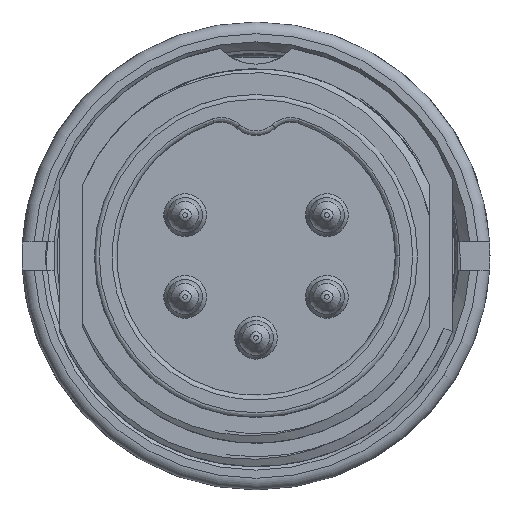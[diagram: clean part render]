
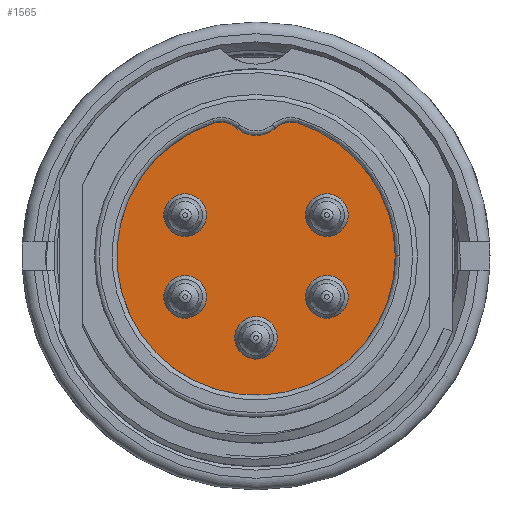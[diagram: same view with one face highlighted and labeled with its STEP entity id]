
A CAD part, front view. The second image highlights one B-rep face of the part: STEP entity #1565.
In plain terms, the highlighted planar face has unit normal (0, -1, 0).
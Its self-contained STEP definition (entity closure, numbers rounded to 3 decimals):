
#1565=ADVANCED_FACE('',(#2072,#2073,#2074,#2075,#2076,#2077),#1836,.F.);
#1836=PLANE('',#7089);
#2072=FACE_BOUND('',#2389,.T.);
#2073=FACE_BOUND('',#2390,.T.);
#2074=FACE_BOUND('',#2391,.T.);
#2075=FACE_BOUND('',#2392,.T.);
#2076=FACE_BOUND('',#2393,.T.);
#2077=FACE_BOUND('',#2394,.T.);
#2389=EDGE_LOOP('',(#3427,#3428,#3429,#3430,#3431,#3432,#3433,#3434,#3435,
#3436,#3437));
#2390=EDGE_LOOP('',(#3438));
#2391=EDGE_LOOP('',(#3439));
#2392=EDGE_LOOP('',(#3440));
#2393=EDGE_LOOP('',(#3441));
#2394=EDGE_LOOP('',(#3442));
#2715=CIRCLE('',#7066,0.91);
#2716=CIRCLE('',#7068,0.91);
#2717=CIRCLE('',#7070,0.91);
#2718=CIRCLE('',#7072,0.91);
#2719=CIRCLE('',#7074,0.91);
#2720=CIRCLE('',#7077,6.55);
#2721=CIRCLE('',#7079,0.5);
#2722=CIRCLE('',#7081,0.5);
#2723=CIRCLE('',#7084,2.);
#2724=CIRCLE('',#7085,6.15);
#2725=CIRCLE('',#7086,6.15);
#2726=CIRCLE('',#7087,2.);
#2727=CIRCLE('',#7088,6.55);
#3427=ORIENTED_EDGE('',*,*,#5542,.T.);
#3428=ORIENTED_EDGE('',*,*,#5543,.T.);
#3429=ORIENTED_EDGE('',*,*,#5544,.T.);
#3430=ORIENTED_EDGE('',*,*,#5545,.T.);
#3431=ORIENTED_EDGE('',*,*,#5546,.T.);
#3432=ORIENTED_EDGE('',*,*,#5547,.F.);
#3433=ORIENTED_EDGE('',*,*,#5535,.F.);
#3434=ORIENTED_EDGE('',*,*,#5538,.F.);
#3435=ORIENTED_EDGE('',*,*,#5531,.F.);
#3436=ORIENTED_EDGE('',*,*,#5526,.F.);
#3437=ORIENTED_EDGE('',*,*,#5529,.T.);
#3438=ORIENTED_EDGE('',*,*,#5524,.F.);
#3439=ORIENTED_EDGE('',*,*,#5523,.F.);
#3440=ORIENTED_EDGE('',*,*,#5522,.F.);
#3441=ORIENTED_EDGE('',*,*,#5521,.F.);
#3442=ORIENTED_EDGE('',*,*,#5520,.F.);
#4823=VERTEX_POINT('',#10439);
#4824=VERTEX_POINT('',#10442);
#4825=VERTEX_POINT('',#10445);
#4826=VERTEX_POINT('',#10448);
#4827=VERTEX_POINT('',#10451);
#4828=VERTEX_POINT('',#10454);
#4830=VERTEX_POINT('',#10457);
#4832=VERTEX_POINT('',#10466);
#4833=VERTEX_POINT('',#10477);
#4835=VERTEX_POINT('',#10488);
#4837=VERTEX_POINT('',#10491);
#4841=VERTEX_POINT('',#10532);
#4842=VERTEX_POINT('',#10534);
#4843=VERTEX_POINT('',#10536);
#4844=VERTEX_POINT('',#10538);
#4845=VERTEX_POINT('',#10540);
#5520=EDGE_CURVE('',#4823,#4823,#2715,.T.);
#5521=EDGE_CURVE('',#4824,#4824,#2716,.T.);
#5522=EDGE_CURVE('',#4825,#4825,#2717,.T.);
#5523=EDGE_CURVE('',#4826,#4826,#2718,.T.);
#5524=EDGE_CURVE('',#4827,#4827,#2719,.T.);
#5526=EDGE_CURVE('',#4828,#4830,#6270,.T.);
#5529=EDGE_CURVE('',#4828,#4832,#2720,.T.);
#5531=EDGE_CURVE('',#4830,#4833,#2721,.T.);
#5535=EDGE_CURVE('',#4835,#4837,#2722,.T.);
#5538=EDGE_CURVE('',#4833,#4835,#6275,.T.);
#5542=EDGE_CURVE('',#4832,#4841,#2723,.T.);
#5543=EDGE_CURVE('',#4841,#4842,#2724,.T.);
#5544=EDGE_CURVE('',#4842,#4843,#2725,.T.);
#5545=EDGE_CURVE('',#4843,#4844,#2726,.T.);
#5546=EDGE_CURVE('',#4844,#4845,#2727,.T.);
#5547=EDGE_CURVE('',#4837,#4845,#6276,.T.);
#6270=LINE('',#10456,#6612);
#6275=LINE('',#10501,#6617);
#6276=LINE('',#10541,#6618);
#6612=VECTOR('',#8001,1.);
#6617=VECTOR('',#8020,1.);
#6618=VECTOR('',#8033,1.);
#7066=AXIS2_PLACEMENT_3D('',#10438,#7980,#7981);
#7068=AXIS2_PLACEMENT_3D('',#10441,#7984,#7985);
#7070=AXIS2_PLACEMENT_3D('',#10444,#7988,#7989);
#7072=AXIS2_PLACEMENT_3D('',#10447,#7992,#7993);
#7074=AXIS2_PLACEMENT_3D('',#10450,#7996,#7997);
#7077=AXIS2_PLACEMENT_3D('',#10465,#8005,#8006);
#7079=AXIS2_PLACEMENT_3D('',#10476,#8009,#8010);
#7081=AXIS2_PLACEMENT_3D('',#10490,#8015,#8016);
#7084=AXIS2_PLACEMENT_3D('',#10531,#8023,#8024);
#7085=AXIS2_PLACEMENT_3D('',#10533,#8025,#8026);
#7086=AXIS2_PLACEMENT_3D('',#10535,#8027,#8028);
#7087=AXIS2_PLACEMENT_3D('',#10537,#8029,#8030);
#7088=AXIS2_PLACEMENT_3D('',#10539,#8031,#8032);
#7089=AXIS2_PLACEMENT_3D('',#10542,#8034,#8035);
#7980=DIRECTION('',(0.,-1.,0.));
#7981=DIRECTION('',(0.,0.,1.));
#7984=DIRECTION('',(0.,-1.,0.));
#7985=DIRECTION('',(0.,0.,1.));
#7988=DIRECTION('',(0.,-1.,0.));
#7989=DIRECTION('',(0.,0.,1.));
#7992=DIRECTION('',(0.,-1.,0.));
#7993=DIRECTION('',(0.,0.,1.));
#7996=DIRECTION('',(0.,-1.,0.));
#7997=DIRECTION('',(0.,0.,1.));
#8001=DIRECTION('',(0.,0.,-1.));
#8005=DIRECTION('',(0.,-1.,0.));
#8006=DIRECTION('',(0.,0.,1.));
#8009=DIRECTION('',(0.,-1.,0.));
#8010=DIRECTION('',(0.,0.,1.));
#8015=DIRECTION('',(0.,-1.,0.));
#8016=DIRECTION('',(0.,0.,1.));
#8020=DIRECTION('',(1.,0.,0.));
#8023=DIRECTION('',(0.,-1.,0.));
#8024=DIRECTION('',(-0.874,0.,0.486));
#8025=DIRECTION('',(0.,-1.,0.));
#8026=DIRECTION('',(-0.563,0.,0.827));
#8027=DIRECTION('',(0.,-1.,0.));
#8028=DIRECTION('',(1.,0.,0.));
#8029=DIRECTION('',(0.,-1.,0.));
#8030=DIRECTION('',(0.983,0.,0.182));
#8031=DIRECTION('',(0.,-1.,0.));
#8032=DIRECTION('',(0.,0.,1.));
#8033=DIRECTION('',(0.,0.,1.));
#8034=DIRECTION('',(0.,1.,0.));
#8035=DIRECTION('',(1.,0.,0.));
#10438=CARTESIAN_POINT('',(-3.332,-17.136,-1.75));
#10439=CARTESIAN_POINT('',(-3.332,-17.136,-0.84));
#10441=CARTESIAN_POINT('',(2.73,-17.136,-1.75));
#10442=CARTESIAN_POINT('',(2.73,-17.136,-0.84));
#10444=CARTESIAN_POINT('',(2.73,-17.136,1.75));
#10445=CARTESIAN_POINT('',(2.73,-17.136,2.66));
#10447=CARTESIAN_POINT('',(-3.332,-17.136,1.75));
#10448=CARTESIAN_POINT('',(-3.332,-17.136,2.66));
#10450=CARTESIAN_POINT('',(-0.301,-17.136,-3.5));
#10451=CARTESIAN_POINT('',(-0.301,-17.136,-2.59));
#10454=CARTESIAN_POINT('',(-1.526,-17.136,6.434));
#10456=CARTESIAN_POINT('',(-1.526,-17.136,6.459));
#10457=CARTESIAN_POINT('',(-1.526,-17.136,6.25));
#10465=CARTESIAN_POINT('',(-0.301,-17.136,0.));
#10466=CARTESIAN_POINT('',(-3.544,-17.136,5.691));
#10476=CARTESIAN_POINT('',(-1.026,-17.136,6.25));
#10477=CARTESIAN_POINT('',(-1.026,-17.136,5.75));
#10488=CARTESIAN_POINT('',(0.424,-17.136,5.75));
#10490=CARTESIAN_POINT('',(0.424,-17.136,6.25));
#10491=CARTESIAN_POINT('',(0.924,-17.136,6.25));
#10501=CARTESIAN_POINT('',(-1.026,-17.136,5.75));
#10531=CARTESIAN_POINT('',(-1.797,-17.136,4.719));
#10532=CARTESIAN_POINT('',(-3.763,-17.136,5.083));
#10533=CARTESIAN_POINT('',(-0.301,-17.136,0.));
#10534=CARTESIAN_POINT('',(5.849,-17.136,0.));
#10535=CARTESIAN_POINT('',(-0.301,-17.136,0.));
#10536=CARTESIAN_POINT('',(3.161,-17.136,5.083));
#10537=CARTESIAN_POINT('',(1.194,-17.136,4.719));
#10538=CARTESIAN_POINT('',(2.942,-17.136,5.691));
#10539=CARTESIAN_POINT('',(-0.301,-17.136,0.));
#10540=CARTESIAN_POINT('',(0.924,-17.136,6.434));
#10541=CARTESIAN_POINT('',(0.924,-17.136,6.25));
#10542=CARTESIAN_POINT('',(-0.301,-17.136,0.));
